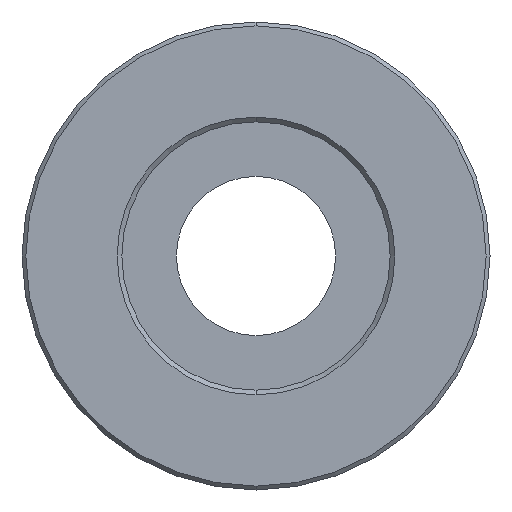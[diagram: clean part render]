
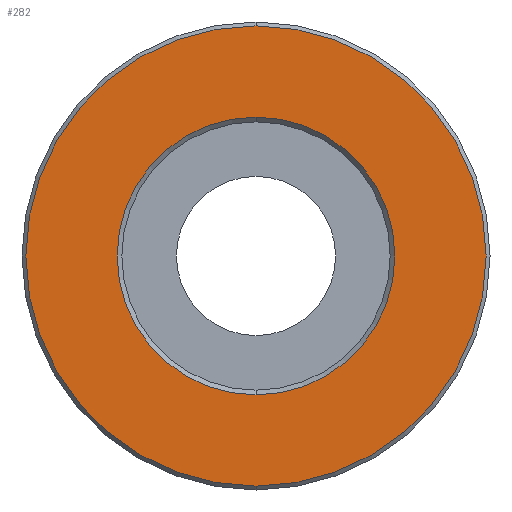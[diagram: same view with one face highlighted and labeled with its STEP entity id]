
A CAD part, front view. The second image highlights one B-rep face of the part: STEP entity #282.
In plain terms, the highlighted planar face has unit normal (0, -1, 0).
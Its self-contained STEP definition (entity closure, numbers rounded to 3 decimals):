
#6 = ORIENTED_EDGE ( 'NONE', *, *, #411, .T. ) ;
#16 = ORIENTED_EDGE ( 'NONE', *, *, #403, .T. ) ;
#28 = DIRECTION ( 'NONE',  ( 0., 1., 0. ) ) ;
#49 = DIRECTION ( 'NONE',  ( 0., 1., 0. ) ) ;
#75 = CIRCLE ( 'NONE', #258, 8.9 ) ;
#101 = CARTESIAN_POINT ( 'NONE',  ( 0., 0., 14.75 ) ) ;
#105 = ORIENTED_EDGE ( 'NONE', *, *, #453, .T. ) ;
#130 = FACE_OUTER_BOUND ( 'NONE', #291, .T. ) ;
#142 = FACE_BOUND ( 'NONE', #468, .T. ) ;
#144 = CARTESIAN_POINT ( 'NONE',  ( 0., 0., -8.9 ) ) ;
#148 = CARTESIAN_POINT ( 'NONE',  ( 0., 0., 0. ) ) ;
#161 = DIRECTION ( 'NONE',  ( 0., 0., -1. ) ) ;
#162 = DIRECTION ( 'NONE',  ( 0., 0., -1. ) ) ;
#176 = CARTESIAN_POINT ( 'NONE',  ( 0., 0., 8.9 ) ) ;
#206 = DIRECTION ( 'NONE',  ( 0., -1., 0. ) ) ;
#207 = CIRCLE ( 'NONE', #253, 14.75 ) ;
#243 = CARTESIAN_POINT ( 'NONE',  ( 0., 0., 0. ) ) ;
#246 = DIRECTION ( 'NONE',  ( 0., 0., -1. ) ) ;
#250 = CARTESIAN_POINT ( 'NONE',  ( 0., 0., 0. ) ) ;
#253 = AXIS2_PLACEMENT_3D ( 'NONE', #243, #494, #162 ) ;
#258 = AXIS2_PLACEMENT_3D ( 'NONE', #250, #49, #161 ) ;
#265 = DIRECTION ( 'NONE',  ( 0., -1., 0. ) ) ;
#273 = VERTEX_POINT ( 'NONE', #144 ) ;
#282 = ADVANCED_FACE ( 'NONE', ( #142, #130 ), #530, .T. ) ;
#291 = EDGE_LOOP ( 'NONE', ( #537, #6 ) ) ;
#311 = CARTESIAN_POINT ( 'NONE',  ( 0., 0., 0. ) ) ;
#317 = AXIS2_PLACEMENT_3D ( 'NONE', #148, #265, #541 ) ;
#325 = AXIS2_PLACEMENT_3D ( 'NONE', #311, #28, #507 ) ;
#330 = AXIS2_PLACEMENT_3D ( 'NONE', #458, #206, #246 ) ;
#364 = VERTEX_POINT ( 'NONE', #176 ) ;
#393 = CIRCLE ( 'NONE', #325, 8.9 ) ;
#396 = CARTESIAN_POINT ( 'NONE',  ( 0., 0., -14.75 ) ) ;
#400 = VERTEX_POINT ( 'NONE', #396 ) ;
#403 = EDGE_CURVE ( 'NONE', #273, #364, #393, .T. ) ;
#411 = EDGE_CURVE ( 'NONE', #400, #513, #540, .T. ) ;
#453 = EDGE_CURVE ( 'NONE', #364, #273, #75, .T. ) ;
#458 = CARTESIAN_POINT ( 'NONE',  ( -8.6, 0., 0. ) ) ;
#462 = EDGE_CURVE ( 'NONE', #513, #400, #207, .T. ) ;
#468 = EDGE_LOOP ( 'NONE', ( #16, #105 ) ) ;
#494 = DIRECTION ( 'NONE',  ( 0., -1., 0. ) ) ;
#507 = DIRECTION ( 'NONE',  ( 0., 0., -1. ) ) ;
#513 = VERTEX_POINT ( 'NONE', #101 ) ;
#530 = PLANE ( 'NONE',  #330 ) ;
#537 = ORIENTED_EDGE ( 'NONE', *, *, #462, .T. ) ;
#540 = CIRCLE ( 'NONE', #317, 14.75 ) ;
#541 = DIRECTION ( 'NONE',  ( 0., 0., -1. ) ) ;
